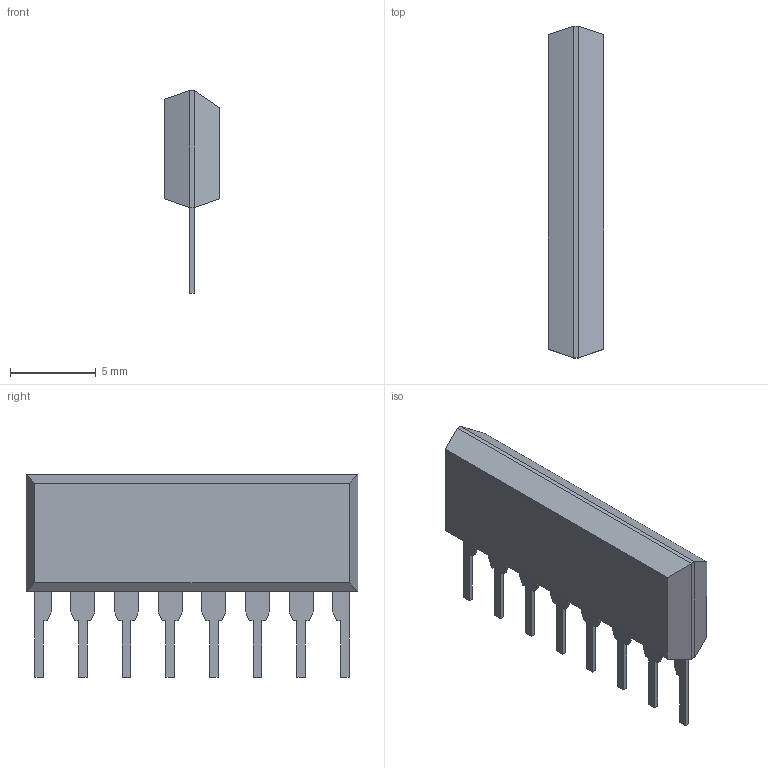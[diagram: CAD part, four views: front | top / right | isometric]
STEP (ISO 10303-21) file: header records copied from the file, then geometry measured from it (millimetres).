
FILE_DESCRIPTION (( 'STEP AP214' ), '1' );
FILE_NAME ('User Library-SIP8.STEP', '2023-02-26T14:03:33', ( '' ), ( '' ), 'SwSTEP 2.0', 'SolidWorks 2022', '' );
FILE_SCHEMA (( 'AUTOMOTIVE_DESIGN' ));
Length unit declared in the file: millimetre
Products named in the file (3): _X2_04220432043504400434043E0435_X0_ _X2_04420435043B043E_X0_2_1; NONE_1; User Library-SIP8
Assembly tree (2 placements, depth 2):
  User Library-SIP8
    _X2_04220432043504400434043E0435_X0_ _X2_04420435043B043E_X0_2_1
    NONE_1
Bounding box: 3.25 x 19.3 x 11.8 mm (x, y, z)
Volume: 388.6 mm3; surface area: 463.2 mm2
Topology: 9 solids, 9 shells, 107 faces, 256 edges, 168 vertices
Faces by surface type: plane 105, cylinder 2
Entity records: 4380 total; most frequent: CARTESIAN_POINT 536, ORIENTED_EDGE 512, DIRECTION 484, EDGE_CURVE 256, LINE 252, VECTOR 252, VERTEX_POINT 168, UNCERTAINTY_MEASURE_WITH_UNIT 121
